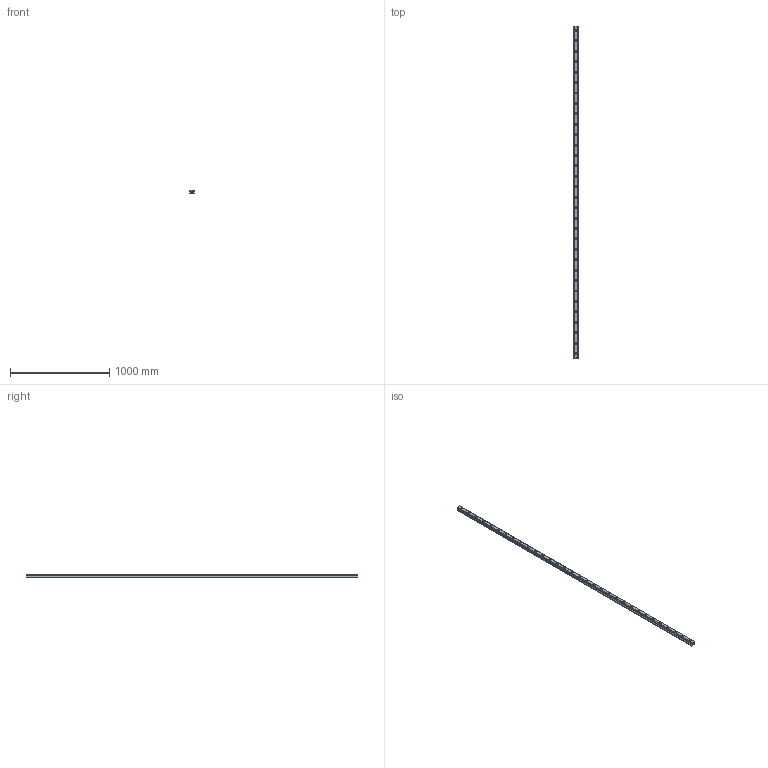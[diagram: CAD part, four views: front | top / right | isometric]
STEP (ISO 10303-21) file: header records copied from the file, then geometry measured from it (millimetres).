
FILE_DESCRIPTION(('STEP AP214'),'1');
FILE_NAME('cctmp_74093496-287E-4E50-9D53-EB708B43F100_2020_11_3_11_1_9_879..stp','2020-11-03T10:01:10',('HIWIN GmbH'),('CADClick - www.CADClick.com'),'Spatial InterOp 3D',' ','unknown authorization');
FILE_SCHEMA(('AUTOMOTIVE_DESIGN'));
Length unit declared in the file: millimetre
Products named in the file (1): HGR45R3345C_FILE
Bounding box: 45 x 3345 x 38 mm (x, y, z)
Volume: 4498524.5 mm3; surface area: 648706.6 mm2
Topology: 1 solids, 1 shells, 385 faces, 849 edges, 566 vertices
Faces by surface type: cylinder 196, plane 189
Entity records: 13859 total; most frequent: DIRECTION 2013, CARTESIAN_POINT 1801, ORIENTED_EDGE 1698, EDGE_CURVE 849, AXIS2_PLACEMENT_3D 778, VERTEX_POINT 566, EDGE_LOOP 485, LINE 457
